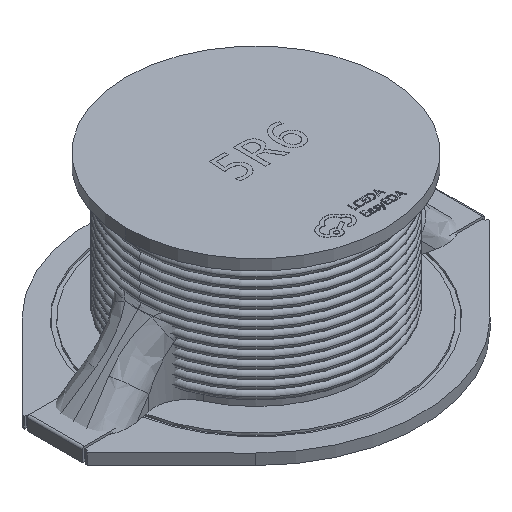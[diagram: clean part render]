
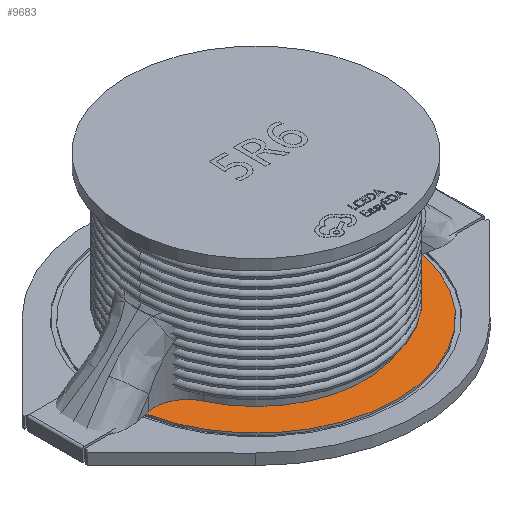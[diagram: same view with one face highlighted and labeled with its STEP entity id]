
A CAD part, isometric view. The second image highlights one B-rep face of the part: STEP entity #9683.
In plain terms, the highlighted planar face has unit normal (0, 0, 1).
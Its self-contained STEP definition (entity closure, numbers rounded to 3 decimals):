
#576 = ORIENTED_EDGE ( 'NONE', *, *, #19455, .T. ) ;
#1149 = CARTESIAN_POINT ( 'NONE',  ( 6.369, -1.3, 0.5 ) ) ;
#1909 = AXIS2_PLACEMENT_3D ( 'NONE', #26366, #20651, #5446 ) ;
#2384 = DIRECTION ( 'NONE',  ( 1., 0., 0. ) ) ;
#4064 = CARTESIAN_POINT ( 'NONE',  ( 8.328, -1.7, 0.5 ) ) ;
#4304 = EDGE_CURVE ( 'NONE', #10744, #7098, #14179, .T. ) ;
#4973 = VERTEX_POINT ( 'NONE', #11975 ) ;
#5055 = LINE ( 'NONE', #18013, #16379 ) ;
#5446 = DIRECTION ( 'NONE',  ( 1., 0., 0. ) ) ;
#6342 = VERTEX_POINT ( 'NONE', #9961 ) ;
#6382 = DIRECTION ( 'NONE',  ( -0.98, 0.2, 0. ) ) ;
#6718 = CARTESIAN_POINT ( 'NONE',  ( -5.897, -2.735, 0.5 ) ) ;
#6828 = AXIS2_PLACEMENT_3D ( 'NONE', #21098, #14710, #10014 ) ;
#7098 = VERTEX_POINT ( 'NONE', #21885 ) ;
#7557 = ORIENTED_EDGE ( 'NONE', *, *, #24782, .T. ) ;
#7637 = EDGE_CURVE ( 'NONE', #10744, #4973, #20234, .T. ) ;
#8436 = EDGE_CURVE ( 'NONE', #25233, #10799, #17186, .T. ) ;
#8895 = ORIENTED_EDGE ( 'NONE', *, *, #8436, .T. ) ;
#9683 = ADVANCED_FACE ( 'NONE', ( #19969 ), #15991, .T. ) ;
#9961 = CARTESIAN_POINT ( 'NONE',  ( -6.369, -1.3, 0.5 ) ) ;
#10014 = DIRECTION ( 'NONE',  ( 1., 0., 0. ) ) ;
#10744 = VERTEX_POINT ( 'NONE', #19796 ) ;
#10799 = VERTEX_POINT ( 'NONE', #15511 ) ;
#10860 = AXIS2_PLACEMENT_3D ( 'NONE', #21887, #19757, #2384 ) ;
#11589 = DIRECTION ( 'NONE',  ( 0., 0., 1. ) ) ;
#11975 = CARTESIAN_POINT ( 'NONE',  ( -6.197, -1.265, 0.5 ) ) ;
#12237 = CIRCLE ( 'NONE', #10860, 6.5 ) ;
#12776 = EDGE_LOOP ( 'NONE', ( #7557, #24326, #8895, #576, #19297, #13381 ) ) ;
#13381 = ORIENTED_EDGE ( 'NONE', *, *, #7637, .T. ) ;
#14179 = CIRCLE ( 'NONE', #1909, 5. ) ;
#14489 = AXIS2_PLACEMENT_3D ( 'NONE', #22553, #11589, #15580 ) ;
#14710 = DIRECTION ( 'NONE',  ( 0., 0., 1. ) ) ;
#15511 = CARTESIAN_POINT ( 'NONE',  ( 6.197, -1.265, 0.5 ) ) ;
#15580 = DIRECTION ( 'NONE',  ( 1., 0., 0. ) ) ;
#15991 = PLANE ( 'NONE',  #6828 ) ;
#16144 = EDGE_CURVE ( 'NONE', #6342, #25233, #12237, .T. ) ;
#16379 = VECTOR ( 'NONE', #24993, 1000. ) ;
#17108 = AXIS2_PLACEMENT_3D ( 'NONE', #6718, #19500, #28210 ) ;
#17186 = LINE ( 'NONE', #4064, #21655 ) ;
#18013 = CARTESIAN_POINT ( 'NONE',  ( -8.328, -1.7, 0.5 ) ) ;
#19297 = ORIENTED_EDGE ( 'NONE', *, *, #4304, .F. ) ;
#19455 = EDGE_CURVE ( 'NONE', #10799, #7098, #26793, .T. ) ;
#19500 = DIRECTION ( 'NONE',  ( 0., 0., 1. ) ) ;
#19757 = DIRECTION ( 'NONE',  ( 0., 0., 1. ) ) ;
#19796 = CARTESIAN_POINT ( 'NONE',  ( -4.536, -2.104, 0.5 ) ) ;
#19969 = FACE_OUTER_BOUND ( 'NONE', #12776, .T. ) ;
#20234 = CIRCLE ( 'NONE', #17108, 1.5 ) ;
#20651 = DIRECTION ( 'NONE',  ( 0., 0., 1. ) ) ;
#21098 = CARTESIAN_POINT ( 'NONE',  ( 0., 0., 0.5 ) ) ;
#21655 = VECTOR ( 'NONE', #6382, 1000. ) ;
#21885 = CARTESIAN_POINT ( 'NONE',  ( 4.536, -2.104, 0.5 ) ) ;
#21887 = CARTESIAN_POINT ( 'NONE',  ( 0., 0., 0.5 ) ) ;
#22553 = CARTESIAN_POINT ( 'NONE',  ( 5.897, -2.735, 0.5 ) ) ;
#24326 = ORIENTED_EDGE ( 'NONE', *, *, #16144, .T. ) ;
#24782 = EDGE_CURVE ( 'NONE', #4973, #6342, #5055, .T. ) ;
#24993 = DIRECTION ( 'NONE',  ( -0.98, -0.2, 0. ) ) ;
#25233 = VERTEX_POINT ( 'NONE', #1149 ) ;
#26366 = CARTESIAN_POINT ( 'NONE',  ( 0., 0., 0.5 ) ) ;
#26793 = CIRCLE ( 'NONE', #14489, 1.5 ) ;
#28210 = DIRECTION ( 'NONE',  ( 1., 0., 0. ) ) ;
